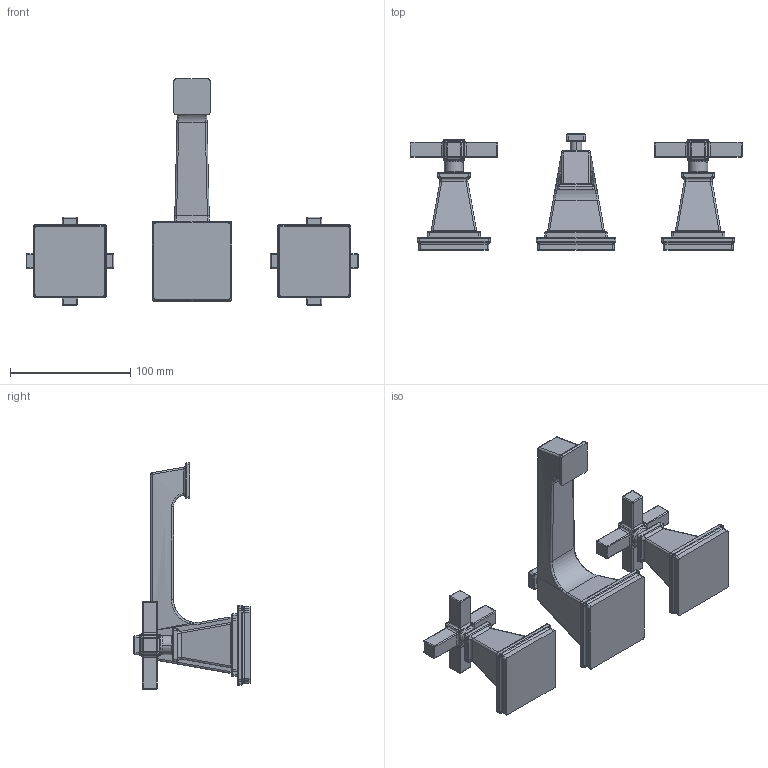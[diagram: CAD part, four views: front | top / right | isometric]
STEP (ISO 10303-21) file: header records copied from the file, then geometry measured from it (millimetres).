
FILE_DESCRIPTION((''),'2;1');
FILE_NAME('3150','2020-11-30T11:27:44',('jinson.thomas'),(''),'CREO PARAMETRIC BY PTC INC, 2018400','CREO PARAMETRIC BY PTC INC, 2018400','');
FILE_SCHEMA(('CONFIG_CONTROL_DESIGN'));
Length unit declared in the file: inch
Products named in the file (1): 3150
Bounding box: 276.23 x 96.52 x 188.1 mm (x, y, z)
Volume: 454834.2 mm3; surface area: 81552.1 mm2
Topology: 3 solids, 3 shells, 788 faces, 1802 edges, 986 vertices
Faces by surface type: cylinder 330, bspline 186, plane 154, torus 62, sphere 56
Entity records: 28475 total; most frequent: CARTESIAN_POINT 12332, ORIENTED_EDGE 3492, DIRECTION 3186, EDGE_CURVE 1746, AXIS2_PLACEMENT_3D 1263, VERTEX_POINT 986, EDGE_LOOP 810, FACE_OUTER_BOUND 788
